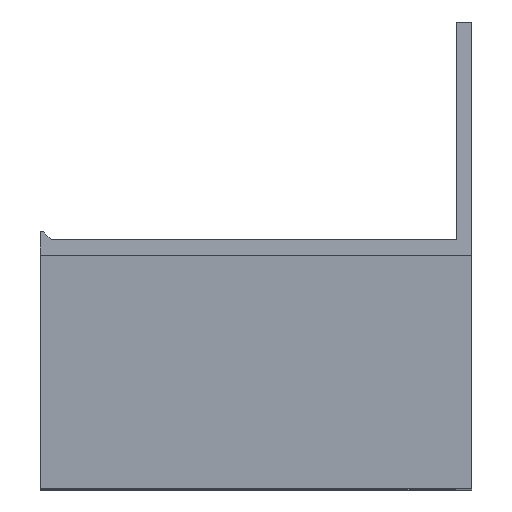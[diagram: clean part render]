
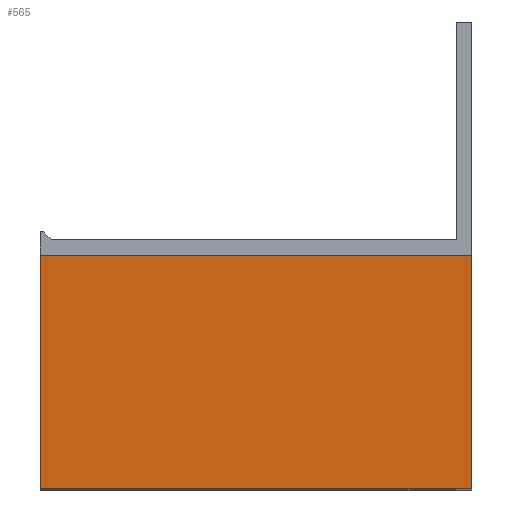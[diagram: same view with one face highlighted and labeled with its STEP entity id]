
A CAD part, top view. The second image highlights one B-rep face of the part: STEP entity #565.
In plain terms, the highlighted planar face has unit normal (0, -0.07, 0.998).
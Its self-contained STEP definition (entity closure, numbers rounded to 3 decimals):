
#24 = CARTESIAN_POINT ( 'NONE',  ( 0., -82.2, 52.5 ) ) ;
#32 = CARTESIAN_POINT ( 'NONE',  ( 55.5, -52.2, 54.598 ) ) ;
#55 = AXIS2_PLACEMENT_3D ( 'NONE', #457, #692, #97 ) ;
#97 = DIRECTION ( 'NONE',  ( 0., -0.998, -0.07 ) ) ;
#103 = CARTESIAN_POINT ( 'NONE',  ( 53.5, -52.2, 54.598 ) ) ;
#111 = LINE ( 'NONE', #103, #384 ) ;
#116 = CARTESIAN_POINT ( 'NONE',  ( 55.5, -82.2, 52.5 ) ) ;
#138 = PLANE ( 'NONE',  #55 ) ;
#177 = DIRECTION ( 'NONE',  ( -1., 0., 0. ) ) ;
#181 = DIRECTION ( 'NONE',  ( 0., 0.998, 0.07 ) ) ;
#183 = CARTESIAN_POINT ( 'NONE',  ( 0., -82.2, 52.5 ) ) ;
#186 = DIRECTION ( 'NONE',  ( -1., 0., 0. ) ) ;
#191 = VECTOR ( 'NONE', #177, 1000. ) ;
#212 = LINE ( 'NONE', #298, #624 ) ;
#244 = EDGE_CURVE ( 'NONE', #527, #620, #572, .T. ) ;
#248 = EDGE_CURVE ( 'NONE', #287, #295, #111, .T. ) ;
#287 = VERTEX_POINT ( 'NONE', #32 ) ;
#295 = VERTEX_POINT ( 'NONE', #525 ) ;
#298 = CARTESIAN_POINT ( 'NONE',  ( 55.5, -82.2, 52.5 ) ) ;
#381 = EDGE_LOOP ( 'NONE', ( #663, #476, #550, #726 ) ) ;
#384 = VECTOR ( 'NONE', #186, 1000. ) ;
#457 = CARTESIAN_POINT ( 'NONE',  ( 53.5, -82.2, 52.5 ) ) ;
#472 = VECTOR ( 'NONE', #181, 1000. ) ;
#476 = ORIENTED_EDGE ( 'NONE', *, *, #626, .F. ) ;
#484 = EDGE_CURVE ( 'NONE', #527, #287, #212, .T. ) ;
#525 = CARTESIAN_POINT ( 'NONE',  ( 0., -52.2, 54.598 ) ) ;
#527 = VERTEX_POINT ( 'NONE', #116 ) ;
#550 = ORIENTED_EDGE ( 'NONE', *, *, #244, .F. ) ;
#565 = ADVANCED_FACE ( 'NONE', ( #614 ), #138, .T. ) ;
#572 = LINE ( 'NONE', #605, #191 ) ;
#596 = DIRECTION ( 'NONE',  ( 0., 0.998, 0.07 ) ) ;
#605 = CARTESIAN_POINT ( 'NONE',  ( 53.5, -82.2, 52.5 ) ) ;
#614 = FACE_OUTER_BOUND ( 'NONE', #381, .T. ) ;
#620 = VERTEX_POINT ( 'NONE', #183 ) ;
#624 = VECTOR ( 'NONE', #596, 1000. ) ;
#626 = EDGE_CURVE ( 'NONE', #620, #295, #658, .T. ) ;
#658 = LINE ( 'NONE', #24, #472 ) ;
#663 = ORIENTED_EDGE ( 'NONE', *, *, #248, .T. ) ;
#692 = DIRECTION ( 'NONE',  ( 0., -0.07, 0.998 ) ) ;
#726 = ORIENTED_EDGE ( 'NONE', *, *, #484, .T. ) ;
